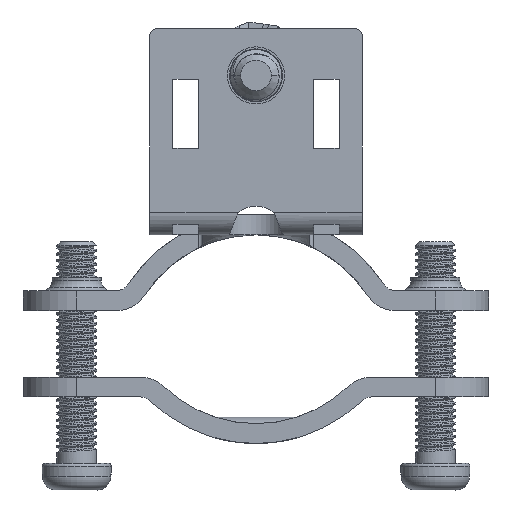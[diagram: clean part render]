
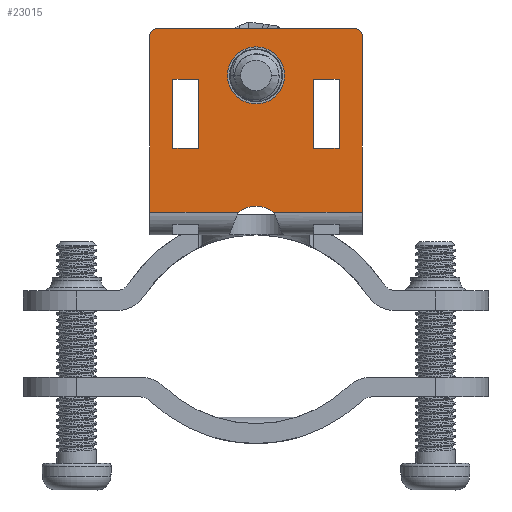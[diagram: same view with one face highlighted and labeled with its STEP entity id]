
A CAD part, front view. The second image highlights one B-rep face of the part: STEP entity #23015.
In plain terms, the highlighted planar face has unit normal (0, -1, 0).
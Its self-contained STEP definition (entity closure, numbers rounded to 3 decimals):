
#7192=CARTESIAN_POINT('',(-10.9,-1.2,0.004));
#7193=DIRECTION('',(0.,-1.,0.));
#7194=DIRECTION('',(0.615,0.,0.789));
#7195=AXIS2_PLACEMENT_3D('',#7192,#7193,#7194);
#7197=DIRECTION('',(0.,0.,1.));
#7198=VECTOR('',#7197,13.304);
#7199=CARTESIAN_POINT('',(-18.9,-1.2,1.7));
#7200=LINE('',#7199,#7198);
#7201=CARTESIAN_POINT('',(-18.4,-1.2,15.004));
#7202=DIRECTION('',(0.,1.,0.));
#7203=DIRECTION('',(-1.,0.,0.));
#7204=AXIS2_PLACEMENT_3D('',#7201,#7202,#7203);
#7206=CARTESIAN_POINT('',(-3.4,-1.2,15.004));
#7207=DIRECTION('',(0.,1.,0.));
#7208=DIRECTION('',(0.,0.,1.));
#7209=AXIS2_PLACEMENT_3D('',#7206,#7207,#7208);
#7211=CARTESIAN_POINT('',(-10.9,-1.2,12.004));
#7212=DIRECTION('',(0.,-1.,0.));
#7213=DIRECTION('',(1.,0.,0.));
#7214=AXIS2_PLACEMENT_3D('',#7211,#7212,#7213);
#7216=CARTESIAN_POINT('',(-10.9,-1.2,12.004));
#7217=DIRECTION('',(0.,-1.,0.));
#7218=DIRECTION('',(-1.,0.,0.));
#7219=AXIS2_PLACEMENT_3D('',#7216,#7217,#7218);
#7239=DIRECTION('',(0.,0.,1.));
#7240=VECTOR('',#7239,13.304);
#7241=CARTESIAN_POINT('',(-2.9,-1.2,1.7));
#7242=LINE('',#7241,#7240);
#7276=DIRECTION('',(-1.,0.,0.));
#7277=VECTOR('',#7276,15.);
#7278=CARTESIAN_POINT('',(-3.4,-1.2,15.504));
#7279=LINE('',#7278,#7277);
#7360=DIRECTION('',(1.,0.,0.));
#7361=VECTOR('',#7360,6.678);
#7362=CARTESIAN_POINT('',(-9.578,-1.2,1.7));
#7363=LINE('',#7362,#7361);
#7476=DIRECTION('',(1.,0.,0.));
#7477=VECTOR('',#7476,6.678);
#7478=CARTESIAN_POINT('',(-18.9,-1.2,1.7));
#7479=LINE('',#7478,#7477);
#7556=DIRECTION('',(0.,0.,1.));
#7557=VECTOR('',#7556,5.2);
#7558=CARTESIAN_POINT('',(-6.55,-1.2,6.504));
#7559=LINE('',#7558,#7557);
#7564=DIRECTION('',(1.,0.,0.));
#7565=VECTOR('',#7564,1.9);
#7566=CARTESIAN_POINT('',(-6.55,-1.2,11.704));
#7567=LINE('',#7566,#7565);
#7576=DIRECTION('',(0.,0.,-1.));
#7577=VECTOR('',#7576,5.2);
#7578=CARTESIAN_POINT('',(-4.65,-1.2,11.704));
#7579=LINE('',#7578,#7577);
#7588=DIRECTION('',(-1.,0.,0.));
#7589=VECTOR('',#7588,1.9);
#7590=CARTESIAN_POINT('',(-4.65,-1.2,6.504));
#7591=LINE('',#7590,#7589);
#7604=DIRECTION('',(0.,0.,1.));
#7605=VECTOR('',#7604,5.2);
#7606=CARTESIAN_POINT('',(-17.15,-1.2,6.504));
#7607=LINE('',#7606,#7605);
#7612=DIRECTION('',(1.,0.,0.));
#7613=VECTOR('',#7612,1.9);
#7614=CARTESIAN_POINT('',(-17.15,-1.2,11.704));
#7615=LINE('',#7614,#7613);
#7624=DIRECTION('',(0.,0.,-1.));
#7625=VECTOR('',#7624,5.2);
#7626=CARTESIAN_POINT('',(-15.25,-1.2,11.704));
#7627=LINE('',#7626,#7625);
#7636=DIRECTION('',(-1.,0.,0.));
#7637=VECTOR('',#7636,1.9);
#7638=CARTESIAN_POINT('',(-15.25,-1.2,6.504));
#7639=LINE('',#7638,#7637);
#11950=CARTESIAN_POINT('',(-18.9,-1.2,1.7));
#11951=CARTESIAN_POINT('',(-18.9,-1.2,15.004));
#11952=VERTEX_POINT('',#11950);
#11953=VERTEX_POINT('',#11951);
#11958=CARTESIAN_POINT('',(-2.9,-1.2,1.7));
#11959=CARTESIAN_POINT('',(-2.9,-1.2,15.004));
#11960=VERTEX_POINT('',#11958);
#11961=VERTEX_POINT('',#11959);
#11962=CARTESIAN_POINT('',(-9.578,-1.2,1.7));
#11963=CARTESIAN_POINT('',(-12.222,-1.2,1.7));
#11964=VERTEX_POINT('',#11962);
#11965=VERTEX_POINT('',#11963);
#11966=CARTESIAN_POINT('',(-18.4,-1.2,15.504));
#11967=VERTEX_POINT('',#11966);
#11968=CARTESIAN_POINT('',(-3.4,-1.2,15.504));
#11969=VERTEX_POINT('',#11968);
#11970=CARTESIAN_POINT('',(-4.65,-1.2,6.504));
#11971=CARTESIAN_POINT('',(-6.55,-1.2,6.504));
#11972=VERTEX_POINT('',#11970);
#11973=VERTEX_POINT('',#11971);
#11974=CARTESIAN_POINT('',(-4.65,-1.2,11.704));
#11975=VERTEX_POINT('',#11974);
#11976=CARTESIAN_POINT('',(-6.55,-1.2,11.704));
#11977=VERTEX_POINT('',#11976);
#11978=CARTESIAN_POINT('',(-8.75,-1.2,12.004));
#11979=CARTESIAN_POINT('',(-13.05,-1.2,12.004));
#11980=VERTEX_POINT('',#11978);
#11981=VERTEX_POINT('',#11979);
#11982=CARTESIAN_POINT('',(-15.25,-1.2,6.504));
#11983=CARTESIAN_POINT('',(-17.15,-1.2,6.504));
#11984=VERTEX_POINT('',#11982);
#11985=VERTEX_POINT('',#11983);
#11986=CARTESIAN_POINT('',(-15.25,-1.2,11.704));
#11987=VERTEX_POINT('',#11986);
#11988=CARTESIAN_POINT('',(-17.15,-1.2,11.704));
#11989=VERTEX_POINT('',#11988);
#22967=CARTESIAN_POINT('',(-10.9,-1.2,8.602));
#22968=DIRECTION('',(0.,1.,0.));
#22969=DIRECTION('',(-1.,0.,0.));
#22970=AXIS2_PLACEMENT_3D('',#22967,#22968,#22969);
#22971=PLANE('',#22970);
#22973=ORIENTED_EDGE('',*,*,#22972,.F.);
#22975=ORIENTED_EDGE('',*,*,#22974,.F.);
#22977=ORIENTED_EDGE('',*,*,#22976,.T.);
#22979=ORIENTED_EDGE('',*,*,#22978,.F.);
#22980=ORIENTED_EDGE('',*,*,#22944,.T.);
#22982=ORIENTED_EDGE('',*,*,#22981,.T.);
#22984=ORIENTED_EDGE('',*,*,#22983,.F.);
#22986=ORIENTED_EDGE('',*,*,#22985,.T.);
#22987=EDGE_LOOP('',(#22973,#22975,#22977,#22979,#22980,#22982,#22984,#22986));
#22988=FACE_OUTER_BOUND('',#22987,.F.);
#22990=ORIENTED_EDGE('',*,*,#22989,.F.);
#22992=ORIENTED_EDGE('',*,*,#22991,.F.);
#22994=ORIENTED_EDGE('',*,*,#22993,.F.);
#22996=ORIENTED_EDGE('',*,*,#22995,.F.);
#22997=EDGE_LOOP('',(#22990,#22992,#22994,#22996));
#22998=FACE_BOUND('',#22997,.F.);
#23000=ORIENTED_EDGE('',*,*,#22999,.T.);
#23002=ORIENTED_EDGE('',*,*,#23001,.T.);
#23003=EDGE_LOOP('',(#23000,#23002));
#23004=FACE_BOUND('',#23003,.F.);
#23006=ORIENTED_EDGE('',*,*,#23005,.F.);
#23008=ORIENTED_EDGE('',*,*,#23007,.F.);
#23010=ORIENTED_EDGE('',*,*,#23009,.F.);
#23012=ORIENTED_EDGE('',*,*,#23011,.F.);
#23013=EDGE_LOOP('',(#23006,#23008,#23010,#23012));
#23014=FACE_BOUND('',#23013,.F.);
#7196=CIRCLE('',#7195,2.15);
#7205=CIRCLE('',#7204,0.5);
#7210=CIRCLE('',#7209,0.5);
#7215=CIRCLE('',#7214,2.15);
#7220=CIRCLE('',#7219,2.15);
#22944=EDGE_CURVE('',#11952,#11953,#7200,.T.);
#22972=EDGE_CURVE('',#11960,#11961,#7242,.T.);
#22974=EDGE_CURVE('',#11964,#11960,#7363,.T.);
#22976=EDGE_CURVE('',#11964,#11965,#7196,.T.);
#22978=EDGE_CURVE('',#11952,#11965,#7479,.T.);
#22981=EDGE_CURVE('',#11953,#11967,#7205,.T.);
#22983=EDGE_CURVE('',#11969,#11967,#7279,.T.);
#22985=EDGE_CURVE('',#11969,#11961,#7210,.T.);
#22989=EDGE_CURVE('',#11972,#11973,#7591,.T.);
#22991=EDGE_CURVE('',#11975,#11972,#7579,.T.);
#22993=EDGE_CURVE('',#11977,#11975,#7567,.T.);
#22995=EDGE_CURVE('',#11973,#11977,#7559,.T.);
#22999=EDGE_CURVE('',#11980,#11981,#7215,.T.);
#23001=EDGE_CURVE('',#11981,#11980,#7220,.T.);
#23005=EDGE_CURVE('',#11984,#11985,#7639,.T.);
#23007=EDGE_CURVE('',#11987,#11984,#7627,.T.);
#23009=EDGE_CURVE('',#11989,#11987,#7615,.T.);
#23011=EDGE_CURVE('',#11985,#11989,#7607,.T.);
#23015=ADVANCED_FACE('',(#22988,#22998,#23004,#23014),#22971,.F.);
